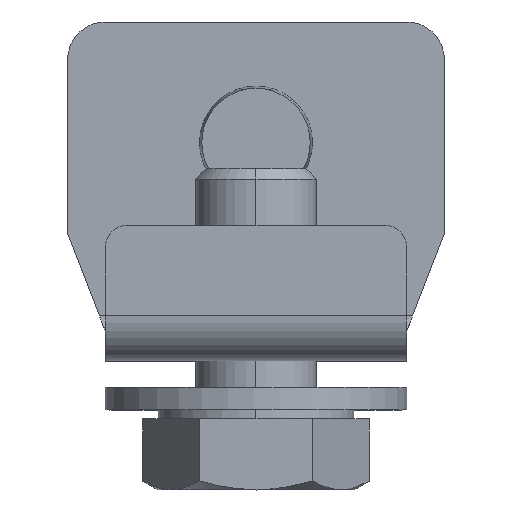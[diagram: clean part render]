
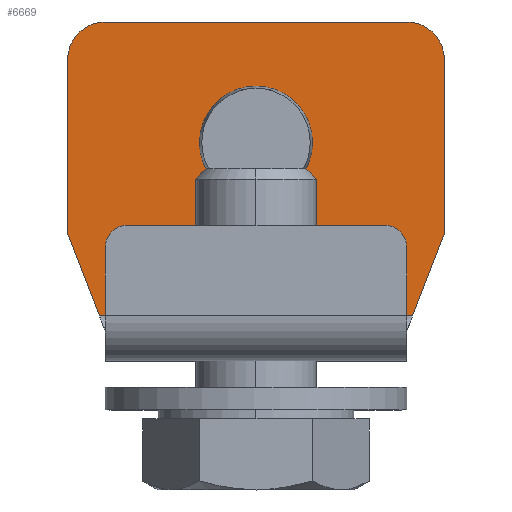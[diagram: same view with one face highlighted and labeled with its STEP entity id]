
A CAD part, top view. The second image highlights one B-rep face of the part: STEP entity #6669.
In plain terms, the highlighted planar face has unit normal (0, 0, 1).
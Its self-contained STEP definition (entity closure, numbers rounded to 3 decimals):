
#65 = CARTESIAN_POINT ( 'NONE',  ( -25., 20., -16.5 ) ) ;
#188 = CIRCLE ( 'NONE', #4474, 2.5 ) ;
#344 = CARTESIAN_POINT ( 'NONE',  ( -22.885, 3., -16.5 ) ) ;
#405 = DIRECTION ( 'NONE',  ( 1., 0., 0. ) ) ;
#525 = DIRECTION ( 'NONE',  ( 1., 0., 0. ) ) ;
#546 = ORIENTED_EDGE ( 'NONE', *, *, #5734, .F. ) ;
#592 = CARTESIAN_POINT ( 'NONE',  ( -2.5, 3., -16.5 ) ) ;
#596 = EDGE_CURVE ( 'NONE', #1960, #4999, #188, .T. ) ;
#670 = CARTESIAN_POINT ( 'NONE',  ( -2.115, 3., -16.5 ) ) ;
#881 = CARTESIAN_POINT ( 'NONE',  ( -25., 22.5, -16.5 ) ) ;
#890 = CARTESIAN_POINT ( 'NONE',  ( -25., 8.5, -16.5 ) ) ;
#925 = DIRECTION ( 'NONE',  ( 0., 0., 1. ) ) ;
#1006 = CIRCLE ( 'NONE', #2654, 3.6 ) ;
#1174 = DIRECTION ( 'NONE',  ( 1., 0., 0. ) ) ;
#1464 = VERTEX_POINT ( 'NONE', #5843 ) ;
#1599 = EDGE_CURVE ( 'NONE', #4620, #7456, #4194, .T. ) ;
#1606 = VECTOR ( 'NONE', #3087, 1000. ) ;
#1630 = VERTEX_POINT ( 'NONE', #65 ) ;
#1807 = EDGE_CURVE ( 'NONE', #7309, #7456, #7479, .T. ) ;
#1834 = CARTESIAN_POINT ( 'NONE',  ( -22.5, 22.5, -16.5 ) ) ;
#1960 = VERTEX_POINT ( 'NONE', #3290 ) ;
#2027 = VECTOR ( 'NONE', #3637, 1000. ) ;
#2047 = DIRECTION ( 'NONE',  ( 1., 0., 0. ) ) ;
#2075 = AXIS2_PLACEMENT_3D ( 'NONE', #2716, #6719, #405 ) ;
#2195 = ORIENTED_EDGE ( 'NONE', *, *, #1599, .T. ) ;
#2253 = DIRECTION ( 'NONE',  ( 0., 0., 1. ) ) ;
#2447 = EDGE_CURVE ( 'NONE', #5244, #4999, #3355, .T. ) ;
#2470 = EDGE_LOOP ( 'NONE', ( #3297, #546 ) ) ;
#2493 = ORIENTED_EDGE ( 'NONE', *, *, #2934, .F. ) ;
#2654 = AXIS2_PLACEMENT_3D ( 'NONE', #3440, #7531, #4077 ) ;
#2716 = CARTESIAN_POINT ( 'NONE',  ( -12.5, 14.5, -16.5 ) ) ;
#2728 = FACE_BOUND ( 'NONE', #2470, .T. ) ;
#2738 = CARTESIAN_POINT ( 'NONE',  ( -22.5, 2., -16.5 ) ) ;
#2788 = DIRECTION ( 'NONE',  ( -0.359, 0.933, 0. ) ) ;
#2934 = EDGE_CURVE ( 'NONE', #1960, #7309, #4232, .T. ) ;
#2966 = CARTESIAN_POINT ( 'NONE',  ( 0., 22.5, -16.5 ) ) ;
#3087 = DIRECTION ( 'NONE',  ( 1., 0., 0. ) ) ;
#3118 = AXIS2_PLACEMENT_3D ( 'NONE', #881, #925, #2047 ) ;
#3188 = VECTOR ( 'NONE', #1174, 1000. ) ;
#3252 = PLANE ( 'NONE',  #3118 ) ;
#3290 = CARTESIAN_POINT ( 'NONE',  ( 0., 20., -16.5 ) ) ;
#3297 = ORIENTED_EDGE ( 'NONE', *, *, #3923, .F. ) ;
#3355 = LINE ( 'NONE', #6591, #1606 ) ;
#3440 = CARTESIAN_POINT ( 'NONE',  ( -12.5, 14.5, -16.5 ) ) ;
#3529 = ORIENTED_EDGE ( 'NONE', *, *, #596, .T. ) ;
#3561 = DIRECTION ( 'NONE',  ( 0., -1., 0. ) ) ;
#3580 = ORIENTED_EDGE ( 'NONE', *, *, #3683, .F. ) ;
#3608 = CARTESIAN_POINT ( 'NONE',  ( -16.1, 14.5, -16.5 ) ) ;
#3637 = DIRECTION ( 'NONE',  ( 0., -1., 0. ) ) ;
#3667 = CIRCLE ( 'NONE', #2075, 3.6 ) ;
#3683 = EDGE_CURVE ( 'NONE', #4620, #5699, #3948, .T. ) ;
#3923 = EDGE_CURVE ( 'NONE', #5042, #1464, #1006, .T. ) ;
#3948 = LINE ( 'NONE', #2738, #4501 ) ;
#3963 = EDGE_CURVE ( 'NONE', #5244, #1630, #6141, .T. ) ;
#4028 = DIRECTION ( 'NONE',  ( 0., 0., 1. ) ) ;
#4066 = CARTESIAN_POINT ( 'NONE',  ( -2.5, 22.5, -16.5 ) ) ;
#4077 = DIRECTION ( 'NONE',  ( 1., 0., 0. ) ) ;
#4194 = LINE ( 'NONE', #592, #3188 ) ;
#4232 = LINE ( 'NONE', #2966, #2027 ) ;
#4474 = AXIS2_PLACEMENT_3D ( 'NONE', #7038, #4028, #6430 ) ;
#4501 = VECTOR ( 'NONE', #2788, 1000. ) ;
#4620 = VERTEX_POINT ( 'NONE', #344 ) ;
#4764 = LINE ( 'NONE', #7574, #4943 ) ;
#4943 = VECTOR ( 'NONE', #3561, 1000. ) ;
#4999 = VERTEX_POINT ( 'NONE', #4066 ) ;
#5042 = VERTEX_POINT ( 'NONE', #3608 ) ;
#5244 = VERTEX_POINT ( 'NONE', #1834 ) ;
#5266 = ORIENTED_EDGE ( 'NONE', *, *, #7093, .T. ) ;
#5526 = DIRECTION ( 'NONE',  ( -0.359, -0.933, 0. ) ) ;
#5535 = ORIENTED_EDGE ( 'NONE', *, *, #2447, .F. ) ;
#5598 = EDGE_LOOP ( 'NONE', ( #3580, #2195, #6252, #2493, #3529, #5535, #7041, #5266 ) ) ;
#5699 = VERTEX_POINT ( 'NONE', #890 ) ;
#5734 = EDGE_CURVE ( 'NONE', #1464, #5042, #3667, .T. ) ;
#5766 = CARTESIAN_POINT ( 'NONE',  ( -22.5, 20., -16.5 ) ) ;
#5814 = CARTESIAN_POINT ( 'NONE',  ( 0., 8.5, -16.5 ) ) ;
#5843 = CARTESIAN_POINT ( 'NONE',  ( -8.9, 14.5, -16.5 ) ) ;
#5935 = VECTOR ( 'NONE', #5526, 1000. ) ;
#6137 = CARTESIAN_POINT ( 'NONE',  ( -2.5, 2., -16.5 ) ) ;
#6141 = CIRCLE ( 'NONE', #6925, 2.5 ) ;
#6252 = ORIENTED_EDGE ( 'NONE', *, *, #1807, .F. ) ;
#6430 = DIRECTION ( 'NONE',  ( 1., 0., 0. ) ) ;
#6587 = FACE_OUTER_BOUND ( 'NONE', #5598, .T. ) ;
#6591 = CARTESIAN_POINT ( 'NONE',  ( -25., 22.5, -16.5 ) ) ;
#6669 = ADVANCED_FACE ( 'NONE', ( #2728, #6587 ), #3252, .T. ) ;
#6719 = DIRECTION ( 'NONE',  ( 0., 0., 1. ) ) ;
#6925 = AXIS2_PLACEMENT_3D ( 'NONE', #5766, #2253, #525 ) ;
#7038 = CARTESIAN_POINT ( 'NONE',  ( -2.5, 20., -16.5 ) ) ;
#7041 = ORIENTED_EDGE ( 'NONE', *, *, #3963, .T. ) ;
#7093 = EDGE_CURVE ( 'NONE', #1630, #5699, #4764, .T. ) ;
#7309 = VERTEX_POINT ( 'NONE', #5814 ) ;
#7456 = VERTEX_POINT ( 'NONE', #670 ) ;
#7479 = LINE ( 'NONE', #6137, #5935 ) ;
#7531 = DIRECTION ( 'NONE',  ( 0., 0., 1. ) ) ;
#7574 = CARTESIAN_POINT ( 'NONE',  ( -25., 22.5, -16.5 ) ) ;
